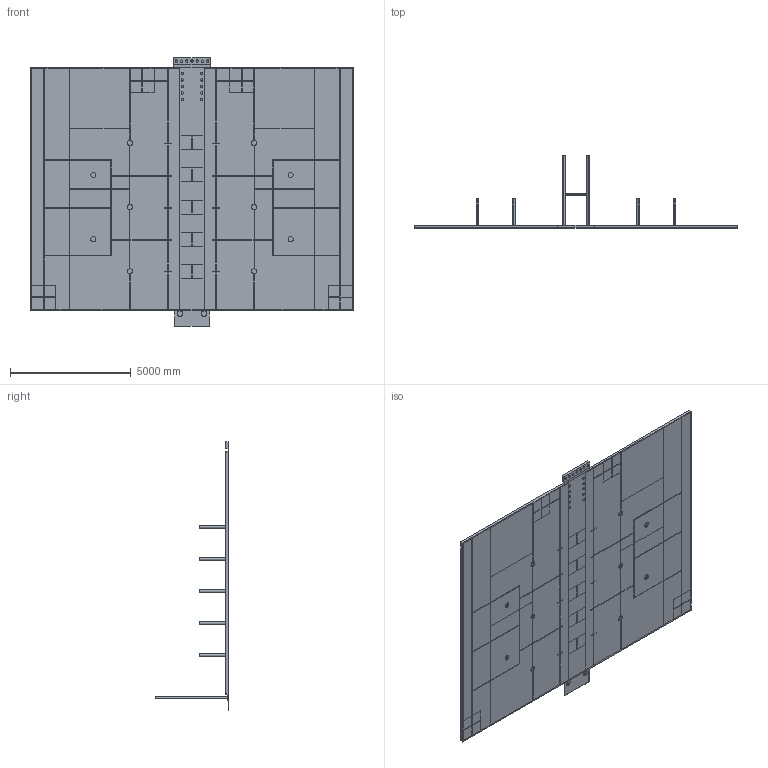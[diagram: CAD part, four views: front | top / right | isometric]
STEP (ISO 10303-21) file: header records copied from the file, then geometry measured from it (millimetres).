
FILE_DESCRIPTION (( 'STEP AP203' ), '1' );
FILE_NAME ('ARENA FINAL_Default_sldprt.STEP', '2020-02-29T19:16:19', ( '' ), ( '' ), 'SwSTEP 2.0', 'SolidWorks 2019', '' );
FILE_SCHEMA (( 'CONFIG_CONTROL_DESIGN' ));
Length unit declared in the file: millimetre
Products named in the file (2): ARENA FINAL_Default_sldprt
Bounding box: 13400 x 3010 x 11150 mm (x, y, z)
Volume: 2576602581.8 mm3; surface area: 300692715.7 mm2
Topology: 6 solids, 6 shells, 518 faces, 1416 edges, 942 vertices
Faces by surface type: plane 434, cylinder 84
Entity records: 16377 total; most frequent: CARTESIAN_POINT 2878, ORIENTED_EDGE 2832, DIRECTION 2648, EDGE_CURVE 1416, LINE 1224, VECTOR 1224, VERTEX_POINT 942, AXIS2_PLACEMENT_3D 712
